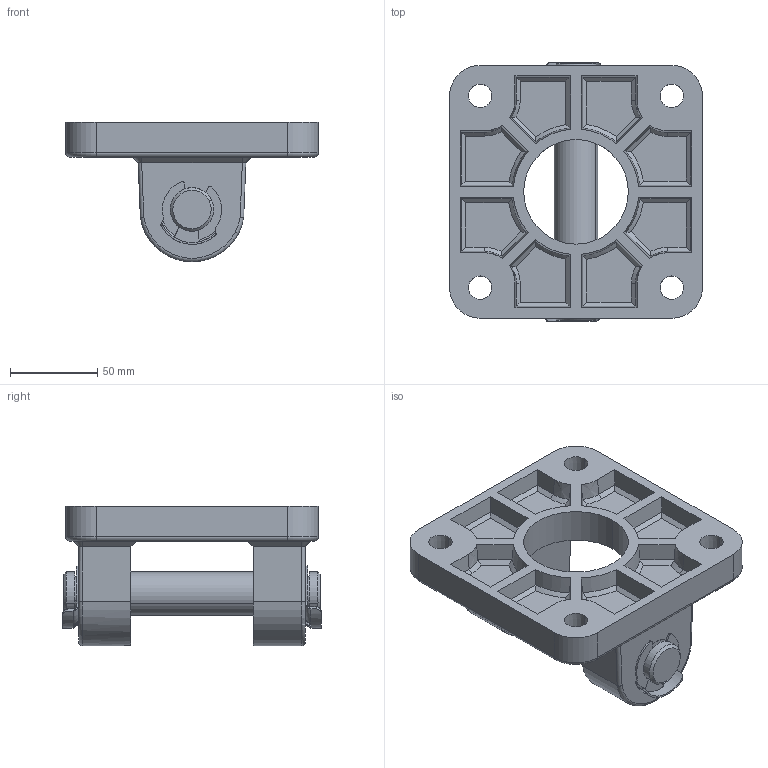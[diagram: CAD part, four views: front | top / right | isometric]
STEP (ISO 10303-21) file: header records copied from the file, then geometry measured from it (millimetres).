
FILE_DESCRIPTION (( 'STEP AP214' ), '1' );
FILE_NAME ('125 EB-SF.STEP', '2010-08-09T13:40:05', ( '' ), ( '' ), 'SwSTEP 2.0', 'SolidWorks 2010', '' );
FILE_SCHEMA (( 'AUTOMOTIVE_DESIGN' ));
Length unit declared in the file: millimetre
Products named in the file (4): PMB   125  EB ; 125  EB  P軲輄Varsay齦an; 125  KLÝPS; 125  EB-SF
Assembly tree (4 placements, depth 2):
  125  EB-SF
    125  EB  P軲輄Varsay齦an
    125  KLÝPS  x2
    PMB   125  EB 
Bounding box: 145 x 148.5 x 80 mm (x, y, z)
Volume: 489186.7 mm3; surface area: 99454.8 mm2
Topology: 4 solids, 4 shells, 258 faces, 624 edges, 388 vertices
Faces by surface type: plane 124, cylinder 71, cone 44, torus 15, bspline 4
Entity records: 6881 total; most frequent: CARTESIAN_POINT 1615, DIRECTION 1065, ORIENTED_EDGE 1056, EDGE_CURVE 528, AXIS2_PLACEMENT_3D 396, VERTEX_POINT 326, VECTOR 273, LINE 273
